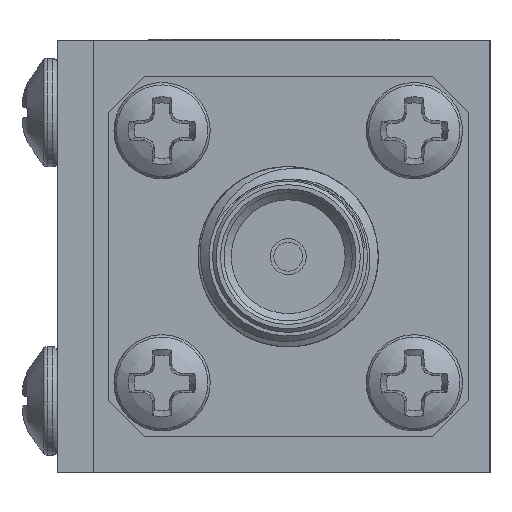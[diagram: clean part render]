
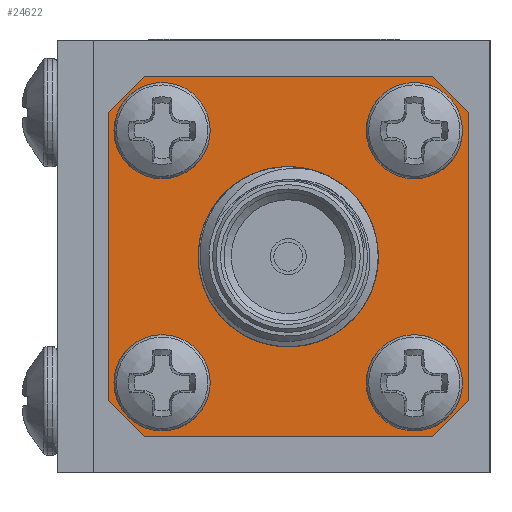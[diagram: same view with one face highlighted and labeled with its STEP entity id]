
A CAD part, left-side view. The second image highlights one B-rep face of the part: STEP entity #24622.
In plain terms, the highlighted planar face has unit normal (-1, 0, 0).
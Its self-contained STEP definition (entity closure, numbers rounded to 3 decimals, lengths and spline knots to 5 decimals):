
#617 = LINE ( 'NONE', #6092, #4670 ) ;
#761 = CIRCLE ( 'NONE', #19897, 0.05773 ) ;
#838 = CARTESIAN_POINT ( 'NONE',  ( -0.495, 0.23, 0.2 ) ) ;
#994 = EDGE_CURVE ( 'NONE', #27189, #27189, #761, .T. ) ;
#1099 = CARTESIAN_POINT ( 'NONE',  ( -0.495, -0.27, 0.2 ) ) ;
#1253 = LINE ( 'NONE', #19570, #32284 ) ;
#1451 = LINE ( 'NONE', #14459, #17077 ) ;
#1452 = CARTESIAN_POINT ( 'NONE',  ( -0.495, -0.02, -0.125 ) ) ;
#1547 = CARTESIAN_POINT ( 'NONE',  ( -0.495, 0.23, 0.2 ) ) ;
#1745 = DIRECTION ( 'NONE',  ( 1., 0., 0. ) ) ;
#1926 = FACE_BOUND ( 'NONE', #25301, .T. ) ;
#2027 = CIRCLE ( 'NONE', #9677, 0.05773 ) ;
#2257 = VERTEX_POINT ( 'NONE', #24701 ) ;
#2400 = EDGE_CURVE ( 'NONE', #22858, #22858, #18318, .T. ) ;
#2519 = CARTESIAN_POINT ( 'NONE',  ( -0.495, -0.27, -0.25 ) ) ;
#2930 = CARTESIAN_POINT ( 'NONE',  ( -0.495, -0.13727, -0.175 ) ) ;
#3003 = EDGE_CURVE ( 'NONE', #30010, #31238, #5223, .T. ) ;
#3726 = LINE ( 'NONE', #838, #5925 ) ;
#4350 = ORIENTED_EDGE ( 'NONE', *, *, #10796, .T. ) ;
#4670 = VECTOR ( 'NONE', #27509, 39.37008 ) ;
#5223 = LINE ( 'NONE', #5560, #15604 ) ;
#5560 = CARTESIAN_POINT ( 'NONE',  ( -0.495, -0.22, 0.25 ) ) ;
#5720 = ORIENTED_EDGE ( 'NONE', *, *, #33910, .T. ) ;
#5925 = VECTOR ( 'NONE', #24310, 39.37008 ) ;
#5962 = CARTESIAN_POINT ( 'NONE',  ( -0.495, -0.195, 0.175 ) ) ;
#6092 = CARTESIAN_POINT ( 'NONE',  ( -0.495, -0.27, 0.25 ) ) ;
#6570 = VERTEX_POINT ( 'NONE', #1547 ) ;
#6904 = ORIENTED_EDGE ( 'NONE', *, *, #11864, .T. ) ;
#7237 = DIRECTION ( 'NONE',  ( 0., 1., 0. ) ) ;
#7655 = EDGE_LOOP ( 'NONE', ( #22578 ) ) ;
#8695 = CARTESIAN_POINT ( 'NONE',  ( -0.495, -0.22, 0.25 ) ) ;
#8863 = EDGE_CURVE ( 'NONE', #26842, #27491, #1253, .T. ) ;
#9116 = DIRECTION ( 'NONE',  ( 0., -0.707, 0.707 ) ) ;
#9242 = VERTEX_POINT ( 'NONE', #30168 ) ;
#9458 = FACE_BOUND ( 'NONE', #7655, .T. ) ;
#9571 = CARTESIAN_POINT ( 'NONE',  ( -0.495, -0.195, -0.175 ) ) ;
#9677 = AXIS2_PLACEMENT_3D ( 'NONE', #5962, #16907, #29951 ) ;
#9799 = CARTESIAN_POINT ( 'NONE',  ( -0.495, -0.22, -0.25 ) ) ;
#9957 = EDGE_LOOP ( 'NONE', ( #22833 ) ) ;
#10046 = ORIENTED_EDGE ( 'NONE', *, *, #13384, .F. ) ;
#10796 = EDGE_CURVE ( 'NONE', #13429, #11725, #22566, .T. ) ;
#11109 = DIRECTION ( 'NONE',  ( 1., 0., 0. ) ) ;
#11455 = VECTOR ( 'NONE', #23917, 39.37008 ) ;
#11725 = VERTEX_POINT ( 'NONE', #20664 ) ;
#11864 = EDGE_CURVE ( 'NONE', #11725, #26842, #31485, .T. ) ;
#11961 = DIRECTION ( 'NONE',  ( 1., 0., 0. ) ) ;
#12031 = FACE_OUTER_BOUND ( 'NONE', #28807, .T. ) ;
#12983 = ORIENTED_EDGE ( 'NONE', *, *, #25271, .T. ) ;
#13352 = DIRECTION ( 'NONE',  ( -1., 0., 0. ) ) ;
#13384 = EDGE_CURVE ( 'NONE', #31898, #31898, #2027, .T. ) ;
#13429 = VERTEX_POINT ( 'NONE', #19483 ) ;
#13729 = ORIENTED_EDGE ( 'NONE', *, *, #8863, .T. ) ;
#14137 = DIRECTION ( 'NONE',  ( 0., 0., 1. ) ) ;
#14459 = CARTESIAN_POINT ( 'NONE',  ( -0.495, -0.27, -0.25 ) ) ;
#14755 = FACE_BOUND ( 'NONE', #25591, .T. ) ;
#14929 = PLANE ( 'NONE',  #20850 ) ;
#15185 = CARTESIAN_POINT ( 'NONE',  ( -0.495, -0.27, -0.2 ) ) ;
#15236 = EDGE_CURVE ( 'NONE', #24013, #24013, #20651, .T. ) ;
#15585 = DIRECTION ( 'NONE',  ( 0., -1., 0. ) ) ;
#15604 = VECTOR ( 'NONE', #28558, 39.37008 ) ;
#16404 = DIRECTION ( 'NONE',  ( 0., -1., 0. ) ) ;
#16497 = EDGE_CURVE ( 'NONE', #2257, #6570, #3726, .T. ) ;
#16907 = DIRECTION ( 'NONE',  ( -1., 0., 0. ) ) ;
#17077 = VECTOR ( 'NONE', #14137, 39.37008 ) ;
#17283 = ORIENTED_EDGE ( 'NONE', *, *, #994, .F. ) ;
#17336 = CARTESIAN_POINT ( 'NONE',  ( -0.495, -0.02, 0. ) ) ;
#17787 = LINE ( 'NONE', #32712, #29036 ) ;
#18318 = CIRCLE ( 'NONE', #28203, 0.125 ) ;
#18486 = CARTESIAN_POINT ( 'NONE',  ( -0.495, 0.155, -0.175 ) ) ;
#19483 = CARTESIAN_POINT ( 'NONE',  ( -0.495, 0.23, -0.2 ) ) ;
#19570 = CARTESIAN_POINT ( 'NONE',  ( -0.495, -0.27, -0.2 ) ) ;
#19669 = ORIENTED_EDGE ( 'NONE', *, *, #26967, .T. ) ;
#19897 = AXIS2_PLACEMENT_3D ( 'NONE', #18486, #13352, #15585 ) ;
#20113 = CARTESIAN_POINT ( 'NONE',  ( -0.495, 0.09727, -0.175 ) ) ;
#20556 = DIRECTION ( 'NONE',  ( -1., 0., 0. ) ) ;
#20651 = CIRCLE ( 'NONE', #21213, 0.05773 ) ;
#20664 = CARTESIAN_POINT ( 'NONE',  ( -0.495, 0.18, -0.25 ) ) ;
#20794 = EDGE_LOOP ( 'NONE', ( #17283 ) ) ;
#20850 = AXIS2_PLACEMENT_3D ( 'NONE', #17336, #1745, #7237 ) ;
#21213 = AXIS2_PLACEMENT_3D ( 'NONE', #9571, #11961, #22403 ) ;
#22403 = DIRECTION ( 'NONE',  ( 0., 1., 0. ) ) ;
#22566 = LINE ( 'NONE', #29960, #23328 ) ;
#22578 = ORIENTED_EDGE ( 'NONE', *, *, #15236, .T. ) ;
#22833 = ORIENTED_EDGE ( 'NONE', *, *, #2400, .F. ) ;
#22858 = VERTEX_POINT ( 'NONE', #1452 ) ;
#23328 = VECTOR ( 'NONE', #27396, 39.37008 ) ;
#23886 = ORIENTED_EDGE ( 'NONE', *, *, #3003, .T. ) ;
#23917 = DIRECTION ( 'NONE',  ( 0., -1., 0. ) ) ;
#23946 = EDGE_CURVE ( 'NONE', #27491, #30010, #1451, .T. ) ;
#24013 = VERTEX_POINT ( 'NONE', #2930 ) ;
#24310 = DIRECTION ( 'NONE',  ( 0., 0.707, -0.707 ) ) ;
#24622 = ADVANCED_FACE ( 'NONE', ( #12031, #9458, #14755, #1926, #27989, #25237 ), #14929, .F. ) ;
#24701 = CARTESIAN_POINT ( 'NONE',  ( -0.495, 0.18, 0.25 ) ) ;
#25237 = FACE_BOUND ( 'NONE', #9957, .T. ) ;
#25271 = EDGE_CURVE ( 'NONE', #6570, #13429, #17787, .T. ) ;
#25301 = EDGE_LOOP ( 'NONE', ( #19669 ) ) ;
#25591 = EDGE_LOOP ( 'NONE', ( #10046 ) ) ;
#25722 = CARTESIAN_POINT ( 'NONE',  ( -0.495, -0.02, 0. ) ) ;
#26359 = CIRCLE ( 'NONE', #32370, 0.05773 ) ;
#26842 = VERTEX_POINT ( 'NONE', #9799 ) ;
#26967 = EDGE_CURVE ( 'NONE', #9242, #9242, #26359, .T. ) ;
#27189 = VERTEX_POINT ( 'NONE', #20113 ) ;
#27396 = DIRECTION ( 'NONE',  ( 0., -0.707, -0.707 ) ) ;
#27491 = VERTEX_POINT ( 'NONE', #15185 ) ;
#27509 = DIRECTION ( 'NONE',  ( 0., 1., 0. ) ) ;
#27989 = FACE_BOUND ( 'NONE', #20794, .T. ) ;
#28203 = AXIS2_PLACEMENT_3D ( 'NONE', #25722, #20556, #31384 ) ;
#28239 = ORIENTED_EDGE ( 'NONE', *, *, #23946, .T. ) ;
#28558 = DIRECTION ( 'NONE',  ( 0., 0.707, 0.707 ) ) ;
#28807 = EDGE_LOOP ( 'NONE', ( #6904, #13729, #28239, #23886, #5720, #33660, #12983, #4350 ) ) ;
#29036 = VECTOR ( 'NONE', #30320, 39.37008 ) ;
#29951 = DIRECTION ( 'NONE',  ( 0., 1., 0. ) ) ;
#29960 = CARTESIAN_POINT ( 'NONE',  ( -0.495, 0.18, -0.25 ) ) ;
#30010 = VERTEX_POINT ( 'NONE', #1099 ) ;
#30168 = CARTESIAN_POINT ( 'NONE',  ( -0.495, 0.09727, 0.175 ) ) ;
#30320 = DIRECTION ( 'NONE',  ( 0., 0., -1. ) ) ;
#31238 = VERTEX_POINT ( 'NONE', #8695 ) ;
#31384 = DIRECTION ( 'NONE',  ( 0., 0., -1. ) ) ;
#31485 = LINE ( 'NONE', #2519, #11455 ) ;
#31898 = VERTEX_POINT ( 'NONE', #32238 ) ;
#32023 = CARTESIAN_POINT ( 'NONE',  ( -0.495, 0.155, 0.175 ) ) ;
#32238 = CARTESIAN_POINT ( 'NONE',  ( -0.495, -0.13727, 0.175 ) ) ;
#32284 = VECTOR ( 'NONE', #9116, 39.37008 ) ;
#32370 = AXIS2_PLACEMENT_3D ( 'NONE', #32023, #11109, #16404 ) ;
#32712 = CARTESIAN_POINT ( 'NONE',  ( -0.495, 0.23, -0.25 ) ) ;
#33660 = ORIENTED_EDGE ( 'NONE', *, *, #16497, .T. ) ;
#33910 = EDGE_CURVE ( 'NONE', #31238, #2257, #617, .T. ) ;
